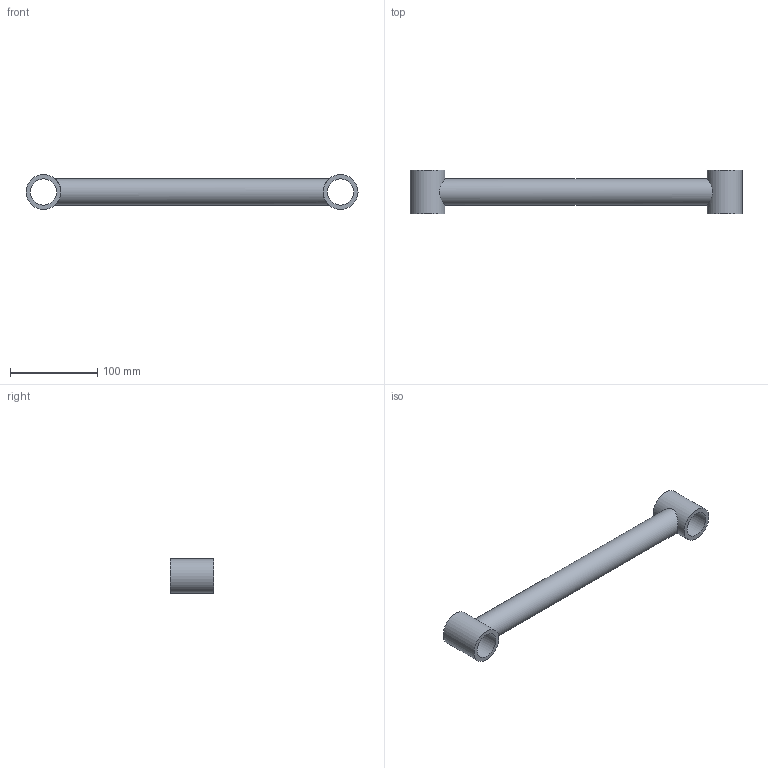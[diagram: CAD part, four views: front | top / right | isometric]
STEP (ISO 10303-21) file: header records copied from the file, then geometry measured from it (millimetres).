
FILE_DESCRIPTION(/* description */ (''),/* implementation_level */ '2;1');
FILE_NAME(/* name */ 'tibia_.step',/* time_stamp */ '2024-04-10T12:16:17+05:30',/* author */ (''),/* organization */ (''),/* preprocessor_version */ 'ST-DEVELOPER v20',/* originating_system */ 'Autodesk Translation Framework v12.20.1.177',/* authorisation */ '');
FILE_SCHEMA (('AUTOMOTIVE_DESIGN { 1 0 10303 214 3 1 1 }'));
Length unit declared in the file: millimetre
Products named in the file (1): tibia
Bounding box: 380 x 50 x 40 mm (x, y, z)
Volume: 120920.3 mm3; surface area: 76461.1 mm2
Topology: 1 solids, 2 shells, 12 faces, 22 edges, 16 vertices
Faces by surface type: cylinder 8, plane 4
Full cylindrical faces by diameter (mm): 25 x1, 30 x3, 40 x2
Entity records: 533 total; most frequent: CARTESIAN_POINT 255, DIRECTION 48, ORIENTED_EDGE 44, EDGE_CURVE 22, AXIS2_PLACEMENT_3D 21, EDGE_LOOP 18, VERTEX_POINT 16, FACE_OUTER_BOUND 12
